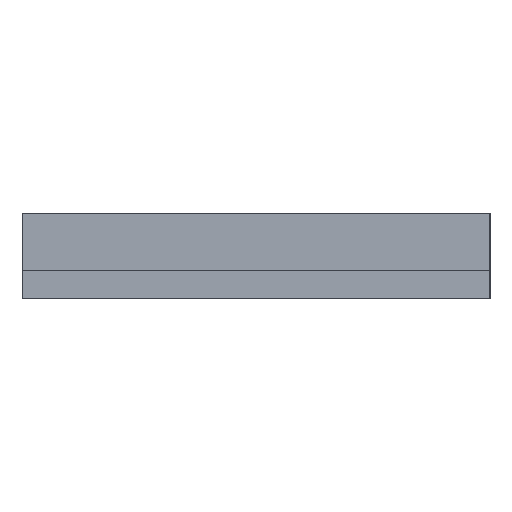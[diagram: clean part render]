
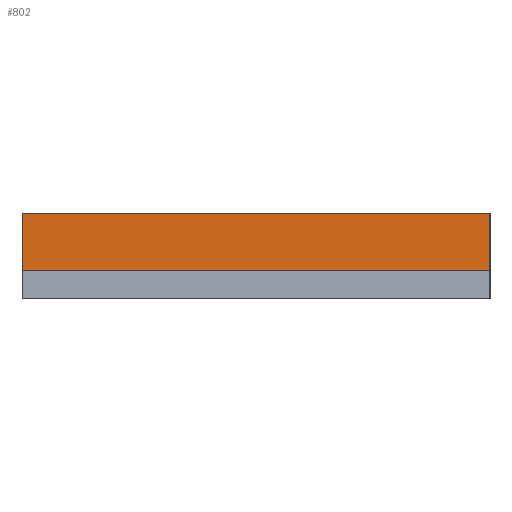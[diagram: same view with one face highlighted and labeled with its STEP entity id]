
A CAD part, left-side view. The second image highlights one B-rep face of the part: STEP entity #802.
In plain terms, the highlighted planar face has unit normal (-1, 0, 0).
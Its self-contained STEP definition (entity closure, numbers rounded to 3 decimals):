
#22=FACE_OUTER_BOUND('',#65,.T.);
#65=EDGE_LOOP('',(#537,#538,#539,#540));
#118=LINE('',#1121,#232);
#119=LINE('',#1123,#233);
#120=LINE('',#1125,#234);
#121=LINE('',#1126,#235);
#232=VECTOR('',#915,10.);
#233=VECTOR('',#916,10.);
#234=VECTOR('',#917,10.);
#235=VECTOR('',#918,10.);
#345=VERTEX_POINT('',#1119);
#346=VERTEX_POINT('',#1120);
#347=VERTEX_POINT('',#1122);
#348=VERTEX_POINT('',#1124);
#422=EDGE_CURVE('',#345,#346,#118,.T.);
#423=EDGE_CURVE('',#347,#345,#119,.T.);
#424=EDGE_CURVE('',#347,#348,#120,.T.);
#425=EDGE_CURVE('',#346,#348,#121,.T.);
#537=ORIENTED_EDGE('',*,*,#422,.F.);
#538=ORIENTED_EDGE('',*,*,#423,.F.);
#539=ORIENTED_EDGE('',*,*,#424,.T.);
#540=ORIENTED_EDGE('',*,*,#425,.F.);
#759=PLANE('',#859);
#802=ADVANCED_FACE('',(#22),#759,.F.);
#859=AXIS2_PLACEMENT_3D('',#1118,#913,#914);
#913=DIRECTION('center_axis',(1.,0.,0.));
#914=DIRECTION('ref_axis',(0.,-1.,0.));
#915=DIRECTION('',(0.,-1.,0.));
#916=DIRECTION('',(0.,0.,1.));
#917=DIRECTION('',(0.,-1.,0.));
#918=DIRECTION('',(0.,0.,-1.));
#1118=CARTESIAN_POINT('Origin',(11.9,40.,3.));
#1119=CARTESIAN_POINT('',(11.9,40.,3.));
#1120=CARTESIAN_POINT('',(11.9,23.65,3.));
#1121=CARTESIAN_POINT('',(11.9,35.913,3.));
#1122=CARTESIAN_POINT('',(11.9,40.,1.));
#1123=CARTESIAN_POINT('',(11.9,40.,1.5));
#1124=CARTESIAN_POINT('',(11.9,23.65,1.));
#1125=CARTESIAN_POINT('',(11.9,40.,1.));
#1126=CARTESIAN_POINT('',(11.9,23.65,1.5));
